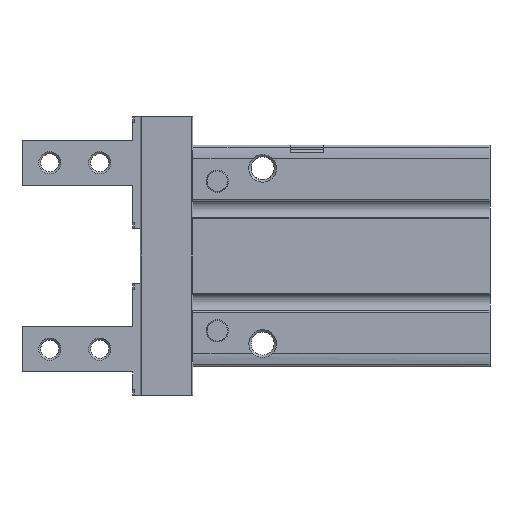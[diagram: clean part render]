
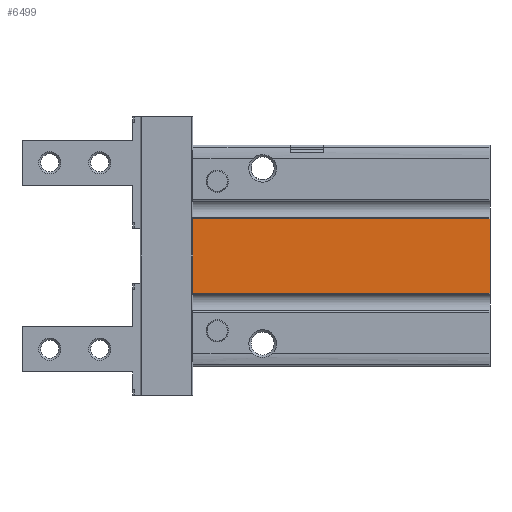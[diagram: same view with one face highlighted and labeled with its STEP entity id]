
A CAD part, left-side view. The second image highlights one B-rep face of the part: STEP entity #6499.
In plain terms, the highlighted face is planar.
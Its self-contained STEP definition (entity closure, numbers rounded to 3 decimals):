
#72=PLANE('',#7000);
#379=LINE('',#10034,#935);
#385=LINE('',#10066,#941);
#387=LINE('',#10072,#943);
#388=LINE('',#10073,#944);
#935=VECTOR('',#7895,1000.);
#941=VECTOR('',#7923,1000.);
#943=VECTOR('',#7929,1000.);
#944=VECTOR('',#7930,1000.);
#1602=ORIENTED_EDGE('',*,*,#3512,.T.);
#1603=ORIENTED_EDGE('',*,*,#3494,.T.);
#1604=ORIENTED_EDGE('',*,*,#3513,.F.);
#1605=ORIENTED_EDGE('',*,*,#3509,.F.);
#3494=EDGE_CURVE('',#4447,#4446,#379,.T.);
#3509=EDGE_CURVE('',#4461,#4462,#385,.T.);
#3512=EDGE_CURVE('',#4461,#4447,#387,.T.);
#3513=EDGE_CURVE('',#4462,#4446,#388,.T.);
#4446=VERTEX_POINT('',#10033);
#4447=VERTEX_POINT('',#10035);
#4461=VERTEX_POINT('',#10065);
#4462=VERTEX_POINT('',#10067);
#5353=EDGE_LOOP('',(#1602,#1603,#1604,#1605));
#5847=FACE_BOUND('',#5353,.T.);
#6499=ADVANCED_FACE('',(#5847),#72,.F.);
#7000=AXIS2_PLACEMENT_3D('',#10071,#7927,#7928);
#7895=DIRECTION('',(1.,0.,0.));
#7923=DIRECTION('',(1.,0.,0.));
#7927=DIRECTION('',(0.,0.,-1.));
#7928=DIRECTION('',(-1.,0.,0.));
#7929=DIRECTION('',(0.,-1.,0.));
#7930=DIRECTION('',(0.,-1.,0.));
#10033=CARTESIAN_POINT('',(6.7,0.,13.));
#10034=CARTESIAN_POINT('',(-17.5,0.,13.));
#10035=CARTESIAN_POINT('',(-6.7,0.,13.));
#10065=CARTESIAN_POINT('',(-6.7,53.6,13.));
#10066=CARTESIAN_POINT('',(-17.5,53.6,13.));
#10067=CARTESIAN_POINT('',(6.7,53.6,13.));
#10071=CARTESIAN_POINT('',(-17.5,53.6,13.));
#10072=CARTESIAN_POINT('',(-6.7,53.6,13.));
#10073=CARTESIAN_POINT('',(6.7,53.6,13.));
